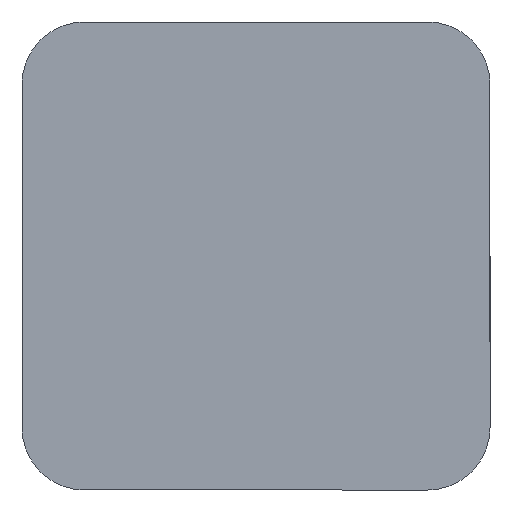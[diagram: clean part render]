
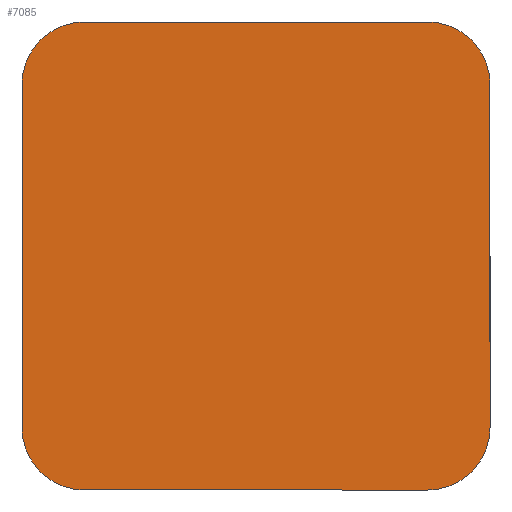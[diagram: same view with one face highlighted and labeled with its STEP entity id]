
A CAD part, left-side view. The second image highlights one B-rep face of the part: STEP entity #7085.
In plain terms, the highlighted planar face has unit normal (-1, 0, 0).
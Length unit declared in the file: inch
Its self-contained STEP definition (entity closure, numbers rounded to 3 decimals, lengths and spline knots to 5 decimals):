
#81 = CARTESIAN_POINT ( 'NONE',  ( -3.59365, 0.09915, 1.39377 ) ) ;
#257 = EDGE_CURVE ( 'NONE', #643, #4065, #7002, .T. ) ;
#276 = ORIENTED_EDGE ( 'NONE', *, *, #8951, .F. ) ;
#332 = AXIS2_PLACEMENT_3D ( 'NONE', #6741, #1239, #457 ) ;
#457 = DIRECTION ( 'NONE',  ( 0., 0., -1. ) ) ;
#586 = PLANE ( 'NONE',  #7911 ) ;
#643 = VERTEX_POINT ( 'NONE', #7227 ) ;
#785 = DIRECTION ( 'NONE',  ( 0., 0., -1. ) ) ;
#1005 = VERTEX_POINT ( 'NONE', #3450 ) ;
#1164 = LINE ( 'NONE', #2484, #2237 ) ;
#1239 = DIRECTION ( 'NONE',  ( 1., 0., 0. ) ) ;
#1258 = DIRECTION ( 'NONE',  ( 1., 0., 0. ) ) ;
#1658 = DIRECTION ( 'NONE',  ( 0., 0., -1. ) ) ;
#1692 = CARTESIAN_POINT ( 'NONE',  ( -3.59365, 0.29915, 0.09377 ) ) ;
#1910 = DIRECTION ( 'NONE',  ( 0., 1., 0. ) ) ;
#1943 = ORIENTED_EDGE ( 'NONE', *, *, #8071, .F. ) ;
#2023 = AXIS2_PLACEMENT_3D ( 'NONE', #5698, #2889, #1658 ) ;
#2125 = VERTEX_POINT ( 'NONE', #5971 ) ;
#2234 = LINE ( 'NONE', #81, #4842 ) ;
#2237 = VECTOR ( 'NONE', #5936, 39.37008 ) ;
#2431 = EDGE_CURVE ( 'NONE', #2923, #8557, #4137, .T. ) ;
#2484 = CARTESIAN_POINT ( 'NONE',  ( -3.59365, 0.29915, 1.19377 ) ) ;
#2531 = AXIS2_PLACEMENT_3D ( 'NONE', #5204, #6024, #7996 ) ;
#2596 = CARTESIAN_POINT ( 'NONE',  ( -3.59365, -1.20085, 0.09377 ) ) ;
#2686 = CARTESIAN_POINT ( 'NONE',  ( -3.59365, -1.00085, 1.39377 ) ) ;
#2772 = DIRECTION ( 'NONE',  ( 0., 0., -1. ) ) ;
#2874 = ORIENTED_EDGE ( 'NONE', *, *, #7160, .F. ) ;
#2889 = DIRECTION ( 'NONE',  ( 1., 0., 0. ) ) ;
#2916 = DIRECTION ( 'NONE',  ( 0., -1., 0. ) ) ;
#2923 = VERTEX_POINT ( 'NONE', #8095 ) ;
#3450 = CARTESIAN_POINT ( 'NONE',  ( -3.59365, 0.09915, 1.39377 ) ) ;
#3554 = ORIENTED_EDGE ( 'NONE', *, *, #5923, .F. ) ;
#3682 = CIRCLE ( 'NONE', #332, 0.2 ) ;
#4065 = VERTEX_POINT ( 'NONE', #1692 ) ;
#4119 = VERTEX_POINT ( 'NONE', #8056 ) ;
#4137 = LINE ( 'NONE', #6934, #5292 ) ;
#4364 = ORIENTED_EDGE ( 'NONE', *, *, #7843, .F. ) ;
#4786 = EDGE_LOOP ( 'NONE', ( #276, #2874, #4364, #7755, #7402, #3554, #1943, #5717 ) ) ;
#4842 = VECTOR ( 'NONE', #2916, 39.37008 ) ;
#4845 = DIRECTION ( 'NONE',  ( 1., 0., 0. ) ) ;
#5204 = CARTESIAN_POINT ( 'NONE',  ( -3.59365, -1.00085, 1.19377 ) ) ;
#5292 = VECTOR ( 'NONE', #6285, 39.37008 ) ;
#5698 = CARTESIAN_POINT ( 'NONE',  ( -3.59365, 0.09915, 0.09377 ) ) ;
#5717 = ORIENTED_EDGE ( 'NONE', *, *, #2431, .F. ) ;
#5923 = EDGE_CURVE ( 'NONE', #4119, #643, #8325, .T. ) ;
#5936 = DIRECTION ( 'NONE',  ( 0., 0., 1. ) ) ;
#5971 = CARTESIAN_POINT ( 'NONE',  ( -3.59365, 0.29915, 1.19377 ) ) ;
#6024 = DIRECTION ( 'NONE',  ( 1., 0., 0. ) ) ;
#6171 = CIRCLE ( 'NONE', #6767, 0.2 ) ;
#6185 = CARTESIAN_POINT ( 'NONE',  ( -3.59365, -1.00085, 1.19377 ) ) ;
#6285 = DIRECTION ( 'NONE',  ( 0., 0., -1. ) ) ;
#6741 = CARTESIAN_POINT ( 'NONE',  ( -3.59365, -1.00085, 0.09377 ) ) ;
#6767 = AXIS2_PLACEMENT_3D ( 'NONE', #8261, #1258, #785 ) ;
#6934 = CARTESIAN_POINT ( 'NONE',  ( -3.59365, -1.20085, 1.19377 ) ) ;
#7002 = CIRCLE ( 'NONE', #2023, 0.2 ) ;
#7085 = ADVANCED_FACE ( 'NONE', ( #8378 ), #586, .F. ) ;
#7160 = EDGE_CURVE ( 'NONE', #1005, #8672, #2234, .T. ) ;
#7227 = CARTESIAN_POINT ( 'NONE',  ( -3.59365, 0.09915, -0.10623 ) ) ;
#7402 = ORIENTED_EDGE ( 'NONE', *, *, #257, .F. ) ;
#7501 = CARTESIAN_POINT ( 'NONE',  ( -3.59365, 0.09915, -0.10623 ) ) ;
#7507 = CIRCLE ( 'NONE', #2531, 0.2 ) ;
#7755 = ORIENTED_EDGE ( 'NONE', *, *, #8853, .F. ) ;
#7843 = EDGE_CURVE ( 'NONE', #2125, #1005, #6171, .T. ) ;
#7911 = AXIS2_PLACEMENT_3D ( 'NONE', #6185, #4845, #2772 ) ;
#7996 = DIRECTION ( 'NONE',  ( 0., 0., -1. ) ) ;
#8056 = CARTESIAN_POINT ( 'NONE',  ( -3.59365, -1.00085, -0.10623 ) ) ;
#8071 = EDGE_CURVE ( 'NONE', #8557, #4119, #3682, .T. ) ;
#8095 = CARTESIAN_POINT ( 'NONE',  ( -3.59365, -1.20085, 1.19377 ) ) ;
#8162 = VECTOR ( 'NONE', #1910, 39.37008 ) ;
#8261 = CARTESIAN_POINT ( 'NONE',  ( -3.59365, 0.09915, 1.19377 ) ) ;
#8325 = LINE ( 'NONE', #7501, #8162 ) ;
#8378 = FACE_OUTER_BOUND ( 'NONE', #4786, .T. ) ;
#8557 = VERTEX_POINT ( 'NONE', #2596 ) ;
#8672 = VERTEX_POINT ( 'NONE', #2686 ) ;
#8853 = EDGE_CURVE ( 'NONE', #4065, #2125, #1164, .T. ) ;
#8951 = EDGE_CURVE ( 'NONE', #8672, #2923, #7507, .T. ) ;
